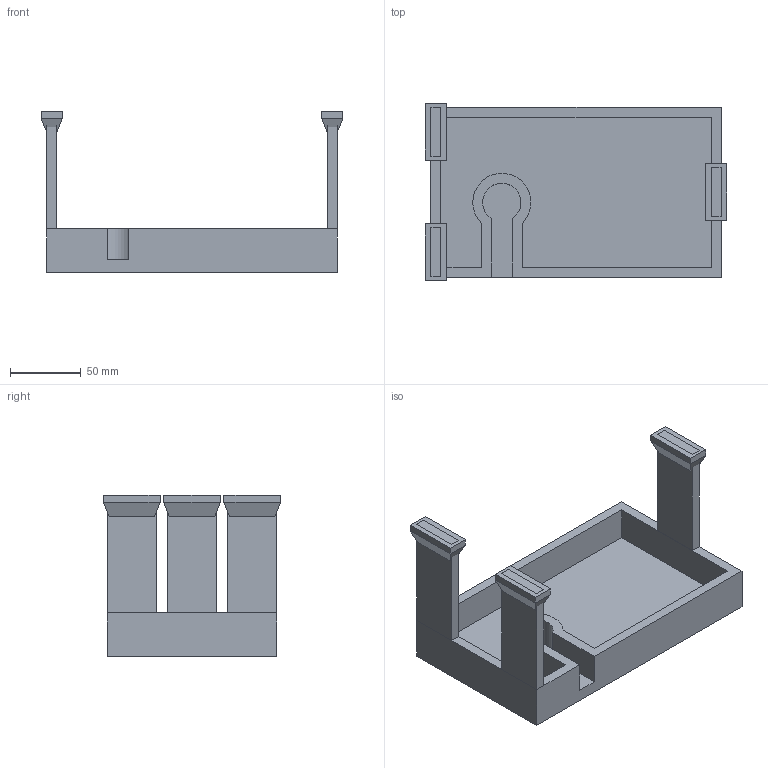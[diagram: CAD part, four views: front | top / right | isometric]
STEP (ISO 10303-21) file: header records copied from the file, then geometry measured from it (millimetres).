
FILE_DESCRIPTION(/* description */ (''),/* implementation_level */ '2;1');
FILE_NAME(/* name */ 'lock_housing.stp',/* time_stamp */ '2019-11-14T21:03:10-05:00',/* author */ (''),/* organization */ (''),/* preprocessor_version */ 'ST-DEVELOPER v16.7',/* originating_system */ 'SIEMENS PLM Software NX 1872',/* authorisation */ '');
FILE_SCHEMA (('AUTOMOTIVE_DESIGN { 1 0 10303 214 3 1 1 1 }'));
Length unit declared in the file: millimetre
Products named in the file (1): view_lock
Bounding box: 213 x 125 x 114 mm (x, y, z)
Volume: 383634.1 mm3; surface area: 119331.3 mm2
Topology: 7 solids, 7 shells, 67 faces, 144 edges, 92 vertices
Faces by surface type: plane 65, cylinder 2
Entity records: 1820 total; most frequent: CARTESIAN_POINT 304, ORIENTED_EDGE 288, DIRECTION 284, EDGE_CURVE 144, LINE 140, VECTOR 140, VERTEX_POINT 92, AXIS2_PLACEMENT_3D 72
